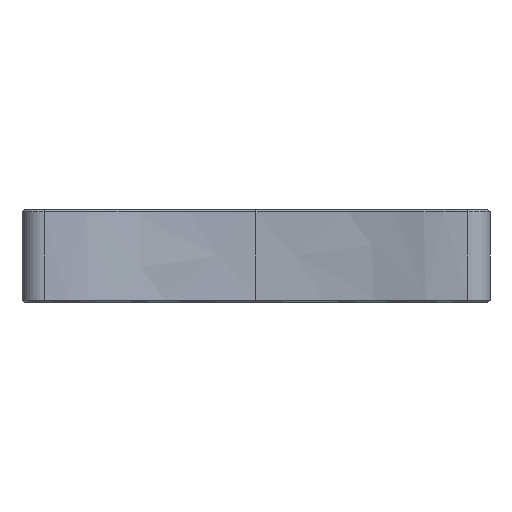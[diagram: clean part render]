
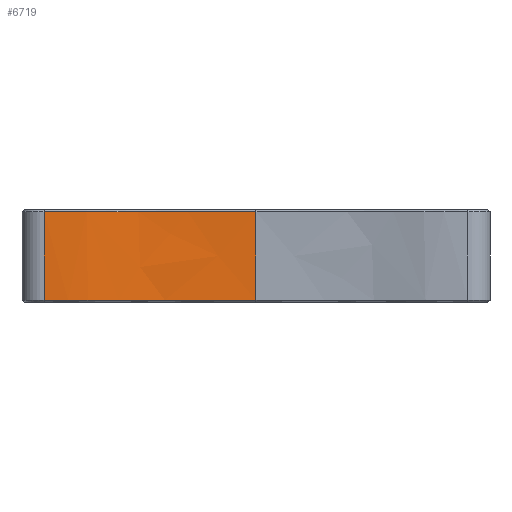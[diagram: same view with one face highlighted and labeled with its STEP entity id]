
A CAD part, left-side view. The second image highlights one B-rep face of the part: STEP entity #6719.
In plain terms, the highlighted free-form (B-spline) face has degree [3, 1] with [4, 2] control points.
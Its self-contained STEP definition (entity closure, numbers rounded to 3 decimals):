
#95=B_SPLINE_SURFACE_WITH_KNOTS('',3,1,((#11933,#11934),(#11935,#11936),
(#11937,#11938),(#11939,#11940)),.UNSPECIFIED.,.F.,.F.,.F.,(4,4),(2,2),
(-2.,-1.),(0.,3.15),.UNSPECIFIED.);
#110=B_SPLINE_CURVE_WITH_KNOTS('',3,(#10628,#10629,#10630,#10631,#10632,
#10633),.UNSPECIFIED.,.F.,.F.,(4,1,1,4),(-2.,-1.571,-1.286,
-1.),.UNSPECIFIED.);
#129=B_SPLINE_CURVE_WITH_KNOTS('',3,(#11062,#11063,#11064,#11065,#11066,
#11067),.UNSPECIFIED.,.F.,.F.,(4,1,1,4),(1.,1.429,1.714,
2.),.UNSPECIFIED.);
#608=FACE_OUTER_BOUND('',#1023,.T.);
#1023=EDGE_LOOP('',(#5853,#5854,#5855,#5856));
#2010=LINE('',#11941,#2652);
#2011=LINE('',#11942,#2653);
#2652=VECTOR('',#9185,10.);
#2653=VECTOR('',#9186,10.);
#3101=VERTEX_POINT('',#10580);
#3103=VERTEX_POINT('',#10619);
#3143=VERTEX_POINT('',#11021);
#3145=VERTEX_POINT('',#11060);
#3855=EDGE_CURVE('',#3101,#3103,#110,.T.);
#3917=EDGE_CURVE('',#3145,#3143,#129,.T.);
#4267=EDGE_CURVE('',#3143,#3101,#2010,.T.);
#4268=EDGE_CURVE('',#3103,#3145,#2011,.T.);
#5853=ORIENTED_EDGE('',*,*,#3855,.F.);
#5854=ORIENTED_EDGE('',*,*,#4267,.F.);
#5855=ORIENTED_EDGE('',*,*,#3917,.F.);
#5856=ORIENTED_EDGE('',*,*,#4268,.F.);
#6719=ADVANCED_FACE('',(#608),#95,.T.);
#9185=DIRECTION('',(0.,0.,-1.));
#9186=DIRECTION('',(0.,0.,1.));
#10580=CARTESIAN_POINT('',(-48.184,-0.078,-13.5));
#10619=CARTESIAN_POINT('',(-53.184,47.931,-13.5));
#10628=CARTESIAN_POINT('Ctrl Pts',(-48.184,-0.078,
-13.5));
#10629=CARTESIAN_POINT('Ctrl Pts',(-48.184,15.481,-13.5));
#10630=CARTESIAN_POINT('Ctrl Pts',(-49.715,28.237,-13.5));
#10631=CARTESIAN_POINT('Ctrl Pts',(-52.368,36.235,-13.5));
#10632=CARTESIAN_POINT('Ctrl Pts',(-53.184,42.662,-13.5));
#10633=CARTESIAN_POINT('Ctrl Pts',(-53.184,47.931,-13.5));
#11021=CARTESIAN_POINT('',(-48.184,-0.078,6.5));
#11060=CARTESIAN_POINT('',(-53.184,47.931,6.5));
#11062=CARTESIAN_POINT('Ctrl Pts',(-53.184,47.931,6.5));
#11063=CARTESIAN_POINT('Ctrl Pts',(-53.184,40.028,6.5));
#11064=CARTESIAN_POINT('Ctrl Pts',(-51.654,34.563,6.5));
#11065=CARTESIAN_POINT('Ctrl Pts',(-49.001,24.013,6.5));
#11066=CARTESIAN_POINT('Ctrl Pts',(-48.184,10.295,6.5));
#11067=CARTESIAN_POINT('Ctrl Pts',(-48.184,-0.078,
6.5));
#11933=CARTESIAN_POINT('Ctrl Pts',(-48.184,-0.078,
7.));
#11934=CARTESIAN_POINT('Ctrl Pts',(-48.184,-0.078,
-24.5));
#11935=CARTESIAN_POINT('Ctrl Pts',(-48.184,36.227,7.));
#11936=CARTESIAN_POINT('Ctrl Pts',(-48.184,36.227,-24.5));
#11937=CARTESIAN_POINT('Ctrl Pts',(-53.184,29.489,7.));
#11938=CARTESIAN_POINT('Ctrl Pts',(-53.184,29.489,-24.5));
#11939=CARTESIAN_POINT('Ctrl Pts',(-53.184,47.931,7.));
#11940=CARTESIAN_POINT('Ctrl Pts',(-53.184,47.931,-24.5));
#11941=CARTESIAN_POINT('',(-48.184,-0.078,7.));
#11942=CARTESIAN_POINT('',(-53.184,47.931,0.));
